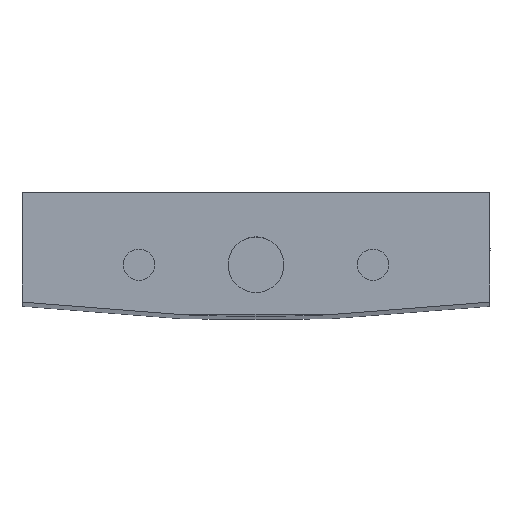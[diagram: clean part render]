
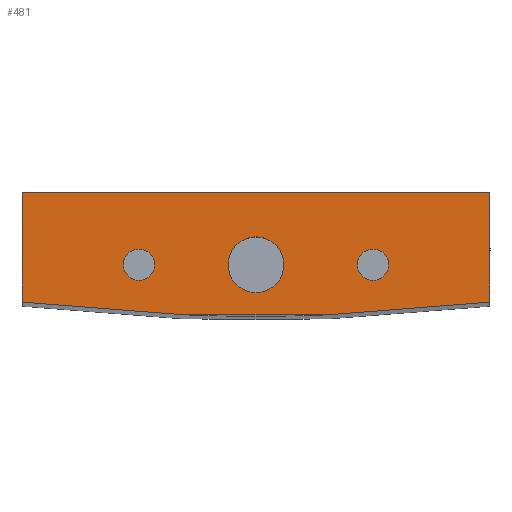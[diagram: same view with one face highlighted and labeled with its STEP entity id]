
A CAD part, top view. The second image highlights one B-rep face of the part: STEP entity #481.
In plain terms, the highlighted planar face has unit normal (0, 0, 1).
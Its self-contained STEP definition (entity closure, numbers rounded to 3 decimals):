
#16=FACE_BOUND('',#86,.T.);
#17=FACE_BOUND('',#87,.T.);
#18=FACE_BOUND('',#88,.T.);
#31=PLANE('',#537);
#56=FACE_OUTER_BOUND('',#85,.T.);
#85=EDGE_LOOP('',(#377,#378,#379,#380));
#86=EDGE_LOOP('',(#381));
#87=EDGE_LOOP('',(#382));
#88=EDGE_LOOP('',(#383));
#124=LINE('',#776,#168);
#126=LINE('',#782,#170);
#127=LINE('',#783,#171);
#168=VECTOR('',#635,10.);
#170=VECTOR('',#641,10.);
#171=VECTOR('',#642,10.);
#195=CIRCLE('',#511,0.7);
#197=CIRCLE('',#515,0.7);
#199=CIRCLE('',#519,1.25);
#208=CIRCLE('',#538,90.);
#217=VERTEX_POINT('',#709);
#219=VERTEX_POINT('',#716);
#221=VERTEX_POINT('',#723);
#238=VERTEX_POINT('',#773);
#239=VERTEX_POINT('',#775);
#240=VERTEX_POINT('',#779);
#241=VERTEX_POINT('',#780);
#262=EDGE_CURVE('',#217,#217,#195,.T.);
#265=EDGE_CURVE('',#219,#219,#197,.T.);
#268=EDGE_CURVE('',#221,#221,#199,.T.);
#292=EDGE_CURVE('',#239,#238,#124,.T.);
#294=EDGE_CURVE('',#240,#241,#208,.T.);
#295=EDGE_CURVE('',#241,#239,#126,.T.);
#296=EDGE_CURVE('',#240,#238,#127,.T.);
#377=ORIENTED_EDGE('',*,*,#294,.T.);
#378=ORIENTED_EDGE('',*,*,#295,.T.);
#379=ORIENTED_EDGE('',*,*,#292,.T.);
#380=ORIENTED_EDGE('',*,*,#296,.F.);
#381=ORIENTED_EDGE('',*,*,#262,.T.);
#382=ORIENTED_EDGE('',*,*,#265,.T.);
#383=ORIENTED_EDGE('',*,*,#268,.T.);
#481=ADVANCED_FACE('',(#56,#16,#17,#18),#31,.T.);
#511=AXIS2_PLACEMENT_3D('',#711,#566,#567);
#515=AXIS2_PLACEMENT_3D('',#718,#575,#576);
#519=AXIS2_PLACEMENT_3D('',#725,#584,#585);
#537=AXIS2_PLACEMENT_3D('',#778,#637,#638);
#538=AXIS2_PLACEMENT_3D('',#781,#639,#640);
#566=DIRECTION('center_axis',(0.,0.,-1.));
#567=DIRECTION('ref_axis',(-1.,0.,0.));
#575=DIRECTION('center_axis',(0.,0.,-1.));
#576=DIRECTION('ref_axis',(-1.,0.,0.));
#584=DIRECTION('center_axis',(0.,0.,-1.));
#585=DIRECTION('ref_axis',(1.,0.,0.));
#635=DIRECTION('',(-1.,0.,0.));
#637=DIRECTION('center_axis',(0.,0.,1.));
#638=DIRECTION('ref_axis',(1.,0.,0.));
#639=DIRECTION('center_axis',(0.,0.,1.));
#640=DIRECTION('ref_axis',(-0.117,-0.993,0.));
#641=DIRECTION('',(0.,1.,0.));
#642=DIRECTION('',(0.,1.,0.));
#709=CARTESIAN_POINT('',(-4.55,-19.542,106.9));
#711=CARTESIAN_POINT('Origin',(-5.25,-19.542,106.9));
#716=CARTESIAN_POINT('',(5.95,-19.542,106.9));
#718=CARTESIAN_POINT('Origin',(5.25,-19.542,106.9));
#723=CARTESIAN_POINT('',(-1.25,-19.542,106.9));
#725=CARTESIAN_POINT('Origin',(0.,-19.542,
106.9));
#773=CARTESIAN_POINT('',(-10.5,-16.292,106.9));
#775=CARTESIAN_POINT('',(10.5,-16.292,106.9));
#776=CARTESIAN_POINT('',(10.5,-16.292,106.9));
#778=CARTESIAN_POINT('Origin',(0.,-19.063,106.9));
#779=CARTESIAN_POINT('',(-10.5,-21.22,106.9));
#780=CARTESIAN_POINT('',(10.5,-21.22,106.9));
#781=CARTESIAN_POINT('Origin',(0.,68.166,106.9));
#782=CARTESIAN_POINT('',(10.5,-21.22,106.9));
#783=CARTESIAN_POINT('',(-10.5,-21.22,106.9));
